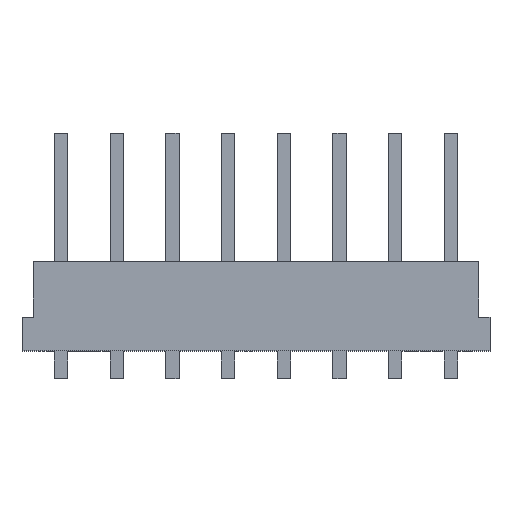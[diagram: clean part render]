
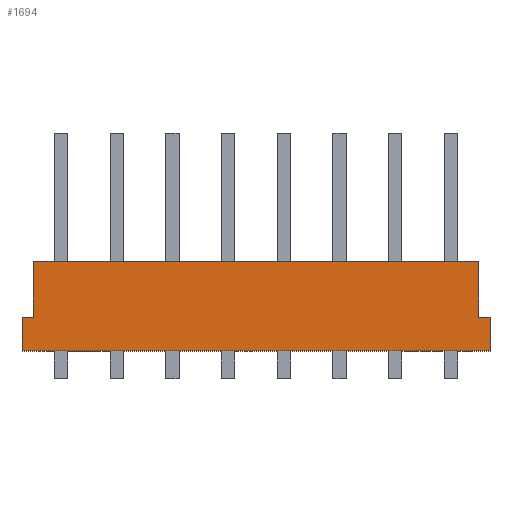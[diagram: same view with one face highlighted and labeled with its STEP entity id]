
A CAD part, top view. The second image highlights one B-rep face of the part: STEP entity #1694.
In plain terms, the highlighted planar face has unit normal (0, 0, 1).
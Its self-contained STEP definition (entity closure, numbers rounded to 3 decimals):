
#134=FACE_OUTER_BOUND('',#236,.T.);
#236=EDGE_LOOP('',(#1463,#1464,#1465,#1466,#1467,#1468,#1469,#1470));
#444=LINE('',#2646,#662);
#446=LINE('',#2652,#664);
#451=LINE('',#2660,#669);
#452=LINE('',#2663,#670);
#456=LINE('',#2670,#674);
#463=LINE('',#2700,#681);
#464=LINE('',#2703,#682);
#465=LINE('',#2704,#683);
#662=VECTOR('',#2176,10.);
#664=VECTOR('',#2180,10.);
#669=VECTOR('',#2189,10.);
#670=VECTOR('',#2192,10.);
#674=VECTOR('',#2196,10.);
#681=VECTOR('',#2227,10.);
#682=VECTOR('',#2230,10.);
#683=VECTOR('',#2231,10.);
#814=VERTEX_POINT('',#2640);
#816=VERTEX_POINT('',#2644);
#817=VERTEX_POINT('',#2648);
#819=VERTEX_POINT('',#2651);
#821=VERTEX_POINT('',#2662);
#824=VERTEX_POINT('',#2668);
#835=VERTEX_POINT('',#2698);
#836=VERTEX_POINT('',#2702);
#1032=EDGE_CURVE('',#814,#816,#444,.T.);
#1034=EDGE_CURVE('',#817,#819,#446,.T.);
#1039=EDGE_CURVE('',#819,#816,#451,.T.);
#1040=EDGE_CURVE('',#814,#821,#452,.T.);
#1044=EDGE_CURVE('',#824,#817,#456,.T.);
#1059=EDGE_CURVE('',#835,#821,#463,.T.);
#1060=EDGE_CURVE('',#836,#835,#464,.T.);
#1061=EDGE_CURVE('',#836,#824,#465,.T.);
#1463=ORIENTED_EDGE('',*,*,#1060,.T.);
#1464=ORIENTED_EDGE('',*,*,#1059,.T.);
#1465=ORIENTED_EDGE('',*,*,#1040,.F.);
#1466=ORIENTED_EDGE('',*,*,#1032,.T.);
#1467=ORIENTED_EDGE('',*,*,#1039,.F.);
#1468=ORIENTED_EDGE('',*,*,#1034,.F.);
#1469=ORIENTED_EDGE('',*,*,#1044,.F.);
#1470=ORIENTED_EDGE('',*,*,#1061,.F.);
#1602=PLANE('',#1814);
#1694=ADVANCED_FACE('',(#134),#1602,.T.);
#1814=AXIS2_PLACEMENT_3D('',#2701,#2228,#2229);
#2176=DIRECTION('',(0.,1.,0.));
#2180=DIRECTION('',(0.,1.,0.));
#2189=DIRECTION('',(1.,0.,0.));
#2192=DIRECTION('',(1.,0.,0.));
#2196=DIRECTION('',(1.,0.,0.));
#2227=DIRECTION('',(0.,1.,0.));
#2228=DIRECTION('center_axis',(0.,0.,1.));
#2229=DIRECTION('ref_axis',(1.,0.,0.));
#2230=DIRECTION('',(1.,0.,0.));
#2231=DIRECTION('',(0.,1.,0.));
#2640=CARTESIAN_POINT('',(10.,1.5,8.));
#2644=CARTESIAN_POINT('',(10.,4.,8.));
#2646=CARTESIAN_POINT('',(10.,1.5,8.));
#2648=CARTESIAN_POINT('',(-10.,1.5,8.));
#2651=CARTESIAN_POINT('',(-10.,4.,8.));
#2652=CARTESIAN_POINT('',(-10.,1.5,8.));
#2660=CARTESIAN_POINT('',(-10.,4.,8.));
#2662=CARTESIAN_POINT('',(10.5,1.5,8.));
#2663=CARTESIAN_POINT('',(-10.5,1.5,8.));
#2668=CARTESIAN_POINT('',(-10.5,1.5,8.));
#2670=CARTESIAN_POINT('',(-10.5,1.5,8.));
#2698=CARTESIAN_POINT('',(10.5,0.,8.));
#2700=CARTESIAN_POINT('',(10.5,0.,8.));
#2701=CARTESIAN_POINT('Origin',(-10.5,0.,8.));
#2702=CARTESIAN_POINT('',(-10.5,0.,8.));
#2703=CARTESIAN_POINT('',(-10.5,0.,8.));
#2704=CARTESIAN_POINT('',(-10.5,0.,8.));
